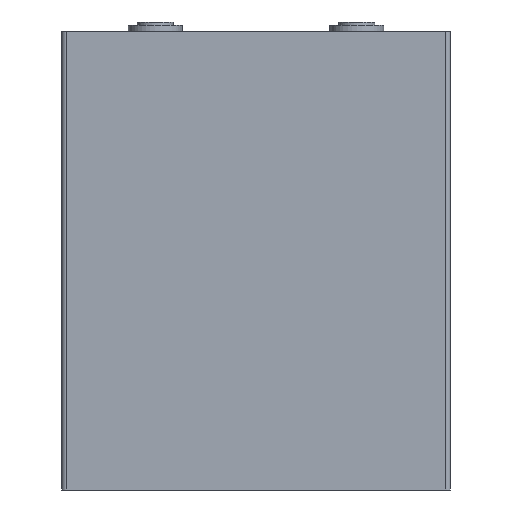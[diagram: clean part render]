
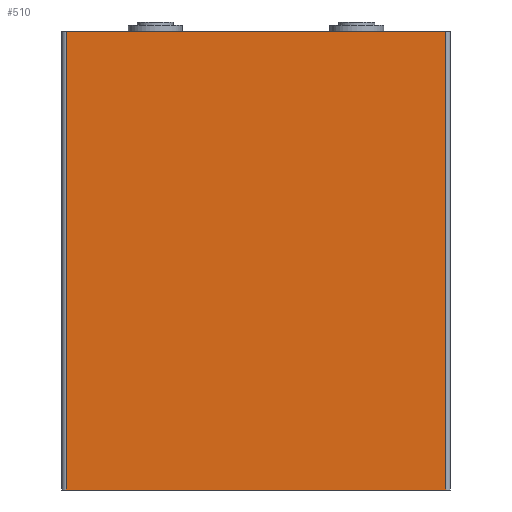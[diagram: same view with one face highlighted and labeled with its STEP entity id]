
A CAD part, front view. The second image highlights one B-rep face of the part: STEP entity #510.
In plain terms, the highlighted planar face has unit normal (0, -1, 0).
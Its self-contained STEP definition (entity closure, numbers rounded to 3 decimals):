
#106=FACE_OUTER_BOUND('',#144,.T.);
#144=EDGE_LOOP('',(#449,#450,#451,#452));
#168=LINE('',#829,#206);
#183=LINE('',#878,#221);
#184=LINE('',#881,#222);
#185=LINE('',#882,#223);
#206=VECTOR('',#679,10.);
#221=VECTOR('',#732,10.);
#222=VECTOR('',#735,10.);
#223=VECTOR('',#736,10.);
#250=VERTEX_POINT('',#826);
#251=VERTEX_POINT('',#828);
#266=VERTEX_POINT('',#876);
#267=VERTEX_POINT('',#880);
#306=EDGE_CURVE('',#250,#251,#168,.T.);
#330=EDGE_CURVE('',#266,#251,#183,.T.);
#331=EDGE_CURVE('',#267,#266,#184,.T.);
#332=EDGE_CURVE('',#267,#250,#185,.T.);
#449=ORIENTED_EDGE('',*,*,#331,.T.);
#450=ORIENTED_EDGE('',*,*,#330,.T.);
#451=ORIENTED_EDGE('',*,*,#306,.F.);
#452=ORIENTED_EDGE('',*,*,#332,.F.);
#480=PLANE('',#582);
#510=ADVANCED_FACE('',(#106),#480,.T.);
#582=AXIS2_PLACEMENT_3D('',#879,#733,#734);
#679=DIRECTION('',(1.,0.,0.));
#732=DIRECTION('',(0.,0.,1.));
#733=DIRECTION('center_axis',(0.,-1.,0.));
#734=DIRECTION('ref_axis',(1.,0.,0.));
#735=DIRECTION('',(1.,0.,0.));
#736=DIRECTION('',(0.,0.,1.));
#826=CARTESIAN_POINT('',(2.,0.,204.4));
#828=CARTESIAN_POINT('',(171.5,0.,204.4));
#829=CARTESIAN_POINT('',(2.,0.,204.4));
#876=CARTESIAN_POINT('',(171.5,0.,0.));
#878=CARTESIAN_POINT('',(171.5,0.,0.));
#879=CARTESIAN_POINT('Origin',(2.,0.,0.));
#880=CARTESIAN_POINT('',(2.,0.,0.));
#881=CARTESIAN_POINT('',(2.,0.,0.));
#882=CARTESIAN_POINT('',(2.,0.,0.));
